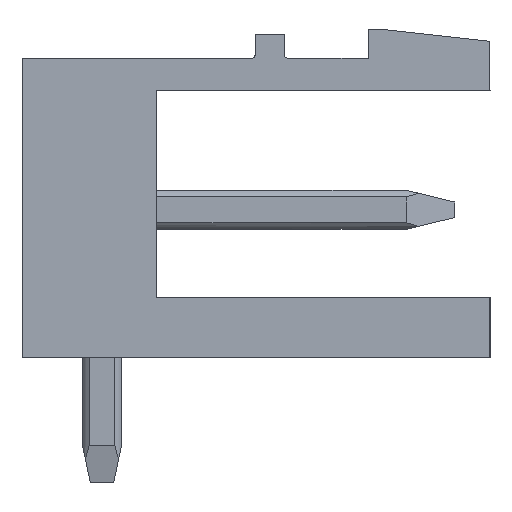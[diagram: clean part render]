
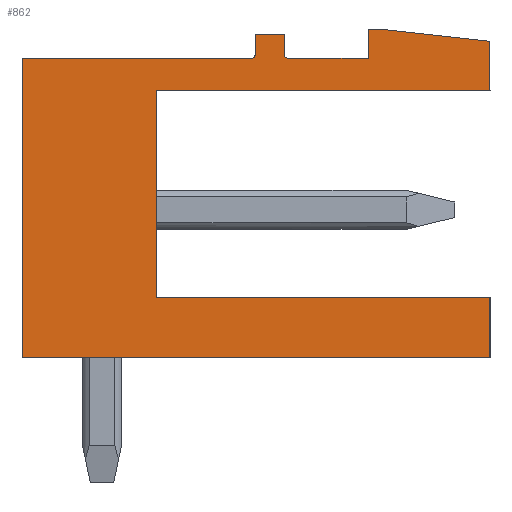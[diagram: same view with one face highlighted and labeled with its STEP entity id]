
A CAD part, left-side view. The second image highlights one B-rep face of the part: STEP entity #862.
In plain terms, the highlighted planar face has unit normal (-1, 0, 0).
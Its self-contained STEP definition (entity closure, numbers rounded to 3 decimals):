
#236=AXIS2_PLACEMENT_3D('Circle Axis2P3D',#234,#235,$) ;
#367=AXIS2_PLACEMENT_3D('Circle Axis2P3D',#365,#366,$) ;
#803=AXIS2_PLACEMENT_3D('Plane Axis2P3D',#800,#801,#802) ;
#49=CARTESIAN_POINT('Vertex',(0.,2.8,11.63)) ;
#52=CARTESIAN_POINT('Line Origine',(0.,1.4,11.475)) ;
#56=CARTESIAN_POINT('Vertex',(0.,0.,11.32)) ;
#87=CARTESIAN_POINT('Vertex',(0.,3.12,11.63)) ;
#90=CARTESIAN_POINT('Line Origine',(0.,2.96,11.63)) ;
#188=CARTESIAN_POINT('Vertex',(0.,3.12,10.88)) ;
#191=CARTESIAN_POINT('Line Origine',(0.,3.12,11.255)) ;
#231=CARTESIAN_POINT('Vertex',(0.,5.27,10.98)) ;
#234=CARTESIAN_POINT('Axis2P3D Location',(0.,5.17,10.98)) ;
#238=CARTESIAN_POINT('Vertex',(0.,5.17,10.88)) ;
#269=CARTESIAN_POINT('Vertex',(0.,5.27,11.5)) ;
#272=CARTESIAN_POINT('Line Origine',(0.,5.27,11.24)) ;
#300=CARTESIAN_POINT('Vertex',(0.,6.02,11.5)) ;
#303=CARTESIAN_POINT('Line Origine',(0.,5.645,11.5)) ;
#331=CARTESIAN_POINT('Vertex',(0.,6.02,10.98)) ;
#334=CARTESIAN_POINT('Line Origine',(0.,6.02,11.24)) ;
#362=CARTESIAN_POINT('Vertex',(0.,6.12,10.88)) ;
#365=CARTESIAN_POINT('Axis2P3D Location',(0.,6.12,10.98)) ;
#393=CARTESIAN_POINT('Vertex',(0.,12.,10.88)) ;
#396=CARTESIAN_POINT('Line Origine',(0.,9.06,10.88)) ;
#424=CARTESIAN_POINT('Vertex',(0.,12.,3.2)) ;
#427=CARTESIAN_POINT('Line Origine',(0.,12.,7.04)) ;
#455=CARTESIAN_POINT('Vertex',(0.,0.,3.2)) ;
#458=CARTESIAN_POINT('Line Origine',(0.,6.,3.2)) ;
#800=CARTESIAN_POINT('Axis2P3D Location',(0.,0.,0.)) ;
#805=CARTESIAN_POINT('Line Origine',(0.,8.55,7.4)) ;
#809=CARTESIAN_POINT('Vertex',(0.,8.55,4.74)) ;
#811=CARTESIAN_POINT('Vertex',(0.,8.55,10.06)) ;
#814=CARTESIAN_POINT('Line Origine',(0.,4.275,10.06)) ;
#818=CARTESIAN_POINT('Vertex',(0.,0.,10.06)) ;
#821=CARTESIAN_POINT('Line Origine',(0.,0.,10.69)) ;
#826=CARTESIAN_POINT('Line Origine',(0.,4.145,10.88)) ;
#831=CARTESIAN_POINT('Line Origine',(0.,0.,3.97)) ;
#835=CARTESIAN_POINT('Vertex',(0.,0.,4.74)) ;
#838=CARTESIAN_POINT('Line Origine',(0.,4.275,4.74)) ;
#53=DIRECTION('Vector Direction',(0.,0.994,0.11)) ;
#91=DIRECTION('Vector Direction',(0.,-1.,0.)) ;
#192=DIRECTION('Vector Direction',(0.,0.,-1.)) ;
#235=DIRECTION('Axis2P3D Direction',(-1.,0.,0.)) ;
#273=DIRECTION('Vector Direction',(0.,0.,-1.)) ;
#304=DIRECTION('Vector Direction',(0.,1.,0.)) ;
#335=DIRECTION('Vector Direction',(0.,0.,-1.)) ;
#366=DIRECTION('Axis2P3D Direction',(-1.,0.,0.)) ;
#397=DIRECTION('Vector Direction',(0.,1.,0.)) ;
#428=DIRECTION('Vector Direction',(0.,0.,-1.)) ;
#459=DIRECTION('Vector Direction',(0.,1.,0.)) ;
#801=DIRECTION('Axis2P3D Direction',(-1.,0.,0.)) ;
#802=DIRECTION('Axis2P3D XDirection',(0.,-1.,0.)) ;
#806=DIRECTION('Vector Direction',(0.,0.,-1.)) ;
#815=DIRECTION('Vector Direction',(0.,1.,0.)) ;
#822=DIRECTION('Vector Direction',(0.,0.,1.)) ;
#827=DIRECTION('Vector Direction',(0.,1.,0.)) ;
#832=DIRECTION('Vector Direction',(0.,0.,-1.)) ;
#839=DIRECTION('Vector Direction',(0.,-1.,0.)) ;
#54=VECTOR('Line Direction',#53,1.) ;
#92=VECTOR('Line Direction',#91,1.) ;
#193=VECTOR('Line Direction',#192,1.) ;
#274=VECTOR('Line Direction',#273,1.) ;
#305=VECTOR('Line Direction',#304,1.) ;
#336=VECTOR('Line Direction',#335,1.) ;
#398=VECTOR('Line Direction',#397,1.) ;
#429=VECTOR('Line Direction',#428,1.) ;
#460=VECTOR('Line Direction',#459,1.) ;
#807=VECTOR('Line Direction',#806,1.) ;
#816=VECTOR('Line Direction',#815,1.) ;
#823=VECTOR('Line Direction',#822,1.) ;
#828=VECTOR('Line Direction',#827,1.) ;
#833=VECTOR('Line Direction',#832,1.) ;
#840=VECTOR('Line Direction',#839,1.) ;
#844=ORIENTED_EDGE('',*,*,#813,.T.) ;
#845=ORIENTED_EDGE('',*,*,#820,.T.) ;
#846=ORIENTED_EDGE('',*,*,#825,.T.) ;
#847=ORIENTED_EDGE('',*,*,#58,.T.) ;
#848=ORIENTED_EDGE('',*,*,#94,.T.) ;
#849=ORIENTED_EDGE('',*,*,#195,.T.) ;
#850=ORIENTED_EDGE('',*,*,#830,.T.) ;
#851=ORIENTED_EDGE('',*,*,#240,.T.) ;
#852=ORIENTED_EDGE('',*,*,#276,.T.) ;
#853=ORIENTED_EDGE('',*,*,#307,.T.) ;
#854=ORIENTED_EDGE('',*,*,#338,.T.) ;
#855=ORIENTED_EDGE('',*,*,#369,.T.) ;
#856=ORIENTED_EDGE('',*,*,#400,.T.) ;
#857=ORIENTED_EDGE('',*,*,#431,.T.) ;
#858=ORIENTED_EDGE('',*,*,#462,.T.) ;
#859=ORIENTED_EDGE('',*,*,#837,.T.) ;
#860=ORIENTED_EDGE('',*,*,#842,.T.) ;
#862=ADVANCED_FACE('Housing',(#861),#804,.T.) ;
#237=CIRCLE('generated circle',#236,0.1) ;
#368=CIRCLE('generated circle',#367,0.1) ;
#58=EDGE_CURVE('',#57,#50,#55,.T.) ;
#94=EDGE_CURVE('',#50,#88,#93,.F.) ;
#195=EDGE_CURVE('',#88,#189,#194,.T.) ;
#240=EDGE_CURVE('',#239,#232,#237,.F.) ;
#276=EDGE_CURVE('',#232,#270,#275,.F.) ;
#307=EDGE_CURVE('',#270,#301,#306,.T.) ;
#338=EDGE_CURVE('',#301,#332,#337,.T.) ;
#369=EDGE_CURVE('',#332,#363,#368,.F.) ;
#400=EDGE_CURVE('',#363,#394,#399,.T.) ;
#431=EDGE_CURVE('',#394,#425,#430,.T.) ;
#462=EDGE_CURVE('',#425,#456,#461,.F.) ;
#813=EDGE_CURVE('',#810,#812,#808,.F.) ;
#820=EDGE_CURVE('',#812,#819,#817,.F.) ;
#825=EDGE_CURVE('',#819,#57,#824,.T.) ;
#830=EDGE_CURVE('',#189,#239,#829,.T.) ;
#837=EDGE_CURVE('',#456,#836,#834,.F.) ;
#842=EDGE_CURVE('',#836,#810,#841,.F.) ;
#843=EDGE_LOOP('',(#844,#845,#846,#847,#848,#849,#850,#851,#852,#853,#854,#855,#856,#857,#858,#859,#860)) ;
#861=FACE_OUTER_BOUND('',#843,.T.) ;
#55=LINE('Line',#52,#54) ;
#93=LINE('Line',#90,#92) ;
#194=LINE('Line',#191,#193) ;
#275=LINE('Line',#272,#274) ;
#306=LINE('Line',#303,#305) ;
#337=LINE('Line',#334,#336) ;
#399=LINE('Line',#396,#398) ;
#430=LINE('Line',#427,#429) ;
#461=LINE('Line',#458,#460) ;
#808=LINE('Line',#805,#807) ;
#817=LINE('Line',#814,#816) ;
#824=LINE('Line',#821,#823) ;
#829=LINE('Line',#826,#828) ;
#834=LINE('Line',#831,#833) ;
#841=LINE('Line',#838,#840) ;
#804=PLANE('',#803) ;
#50=VERTEX_POINT('',#49) ;
#57=VERTEX_POINT('',#56) ;
#88=VERTEX_POINT('',#87) ;
#189=VERTEX_POINT('',#188) ;
#232=VERTEX_POINT('',#231) ;
#239=VERTEX_POINT('',#238) ;
#270=VERTEX_POINT('',#269) ;
#301=VERTEX_POINT('',#300) ;
#332=VERTEX_POINT('',#331) ;
#363=VERTEX_POINT('',#362) ;
#394=VERTEX_POINT('',#393) ;
#425=VERTEX_POINT('',#424) ;
#456=VERTEX_POINT('',#455) ;
#810=VERTEX_POINT('',#809) ;
#812=VERTEX_POINT('',#811) ;
#819=VERTEX_POINT('',#818) ;
#836=VERTEX_POINT('',#835) ;
